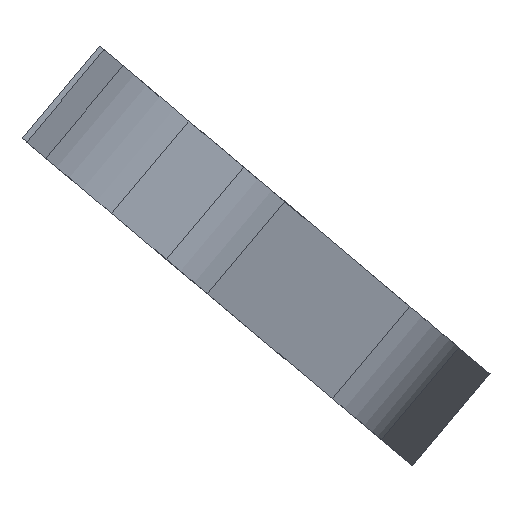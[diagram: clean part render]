
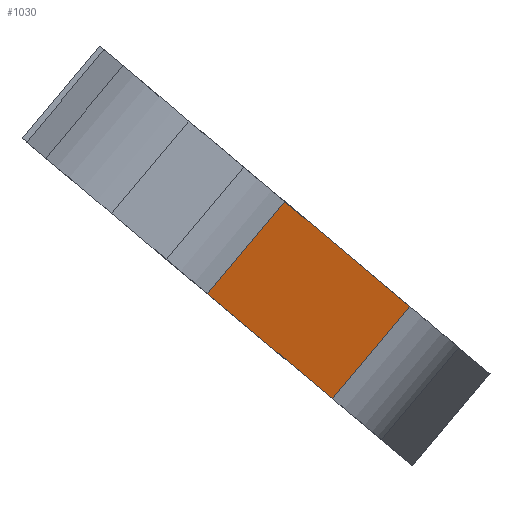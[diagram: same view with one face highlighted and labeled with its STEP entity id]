
A CAD part, left-side view. The second image highlights one B-rep face of the part: STEP entity #1030.
In plain terms, the highlighted planar face has unit normal (-0.894, -0.343, -0.287).
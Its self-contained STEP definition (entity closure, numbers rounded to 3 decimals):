
#100=FACE_OUTER_BOUND('',#158,.T.);
#158=EDGE_LOOP('',(#873,#874,#875,#876));
#260=LINE('',#1631,#380);
#275=LINE('',#1663,#395);
#276=LINE('',#1665,#396);
#277=LINE('',#1666,#397);
#380=VECTOR('',#1324,10.);
#395=VECTOR('',#1355,10.);
#396=VECTOR('',#1356,10.);
#397=VECTOR('',#1357,10.);
#486=VERTEX_POINT('',#1628);
#487=VERTEX_POINT('',#1630);
#496=VERTEX_POINT('',#1662);
#497=VERTEX_POINT('',#1664);
#612=EDGE_CURVE('',#486,#487,#260,.T.);
#628=EDGE_CURVE('',#487,#496,#275,.T.);
#629=EDGE_CURVE('',#497,#486,#276,.T.);
#630=EDGE_CURVE('',#497,#496,#277,.T.);
#873=ORIENTED_EDGE('',*,*,#628,.F.);
#874=ORIENTED_EDGE('',*,*,#612,.F.);
#875=ORIENTED_EDGE('',*,*,#629,.F.);
#876=ORIENTED_EDGE('',*,*,#630,.T.);
#977=PLANE('',#1111);
#1030=ADVANCED_FACE('',(#100),#977,.T.);
#1111=AXIS2_PLACEMENT_3D('',#1661,#1353,#1354);
#1324=DIRECTION('',(-0.447,0.685,0.575));
#1353=DIRECTION('center_axis',(-0.894,-0.343,-0.287));
#1354=DIRECTION('ref_axis',(-0.447,0.685,0.575));
#1355=DIRECTION('',(0.,-0.643,0.766));
#1356=DIRECTION('',(0.,0.643,-0.766));
#1357=DIRECTION('',(-0.447,0.685,0.575));
#1628=CARTESIAN_POINT('',(-11.934,-9.629,-3.511));
#1630=CARTESIAN_POINT('',(-13.289,-7.553,-1.768));
#1631=CARTESIAN_POINT('',(-11.5,-10.293,-4.068));
#1661=CARTESIAN_POINT('Origin',(-11.5,-11.579,-2.536));
#1662=CARTESIAN_POINT('',(-13.289,-8.838,-0.236));
#1663=CARTESIAN_POINT('',(-13.289,-8.838,-0.236));
#1664=CARTESIAN_POINT('',(-11.934,-10.914,-1.979));
#1665=CARTESIAN_POINT('',(-11.934,-10.914,-1.979));
#1666=CARTESIAN_POINT('',(-11.5,-11.579,-2.536));
